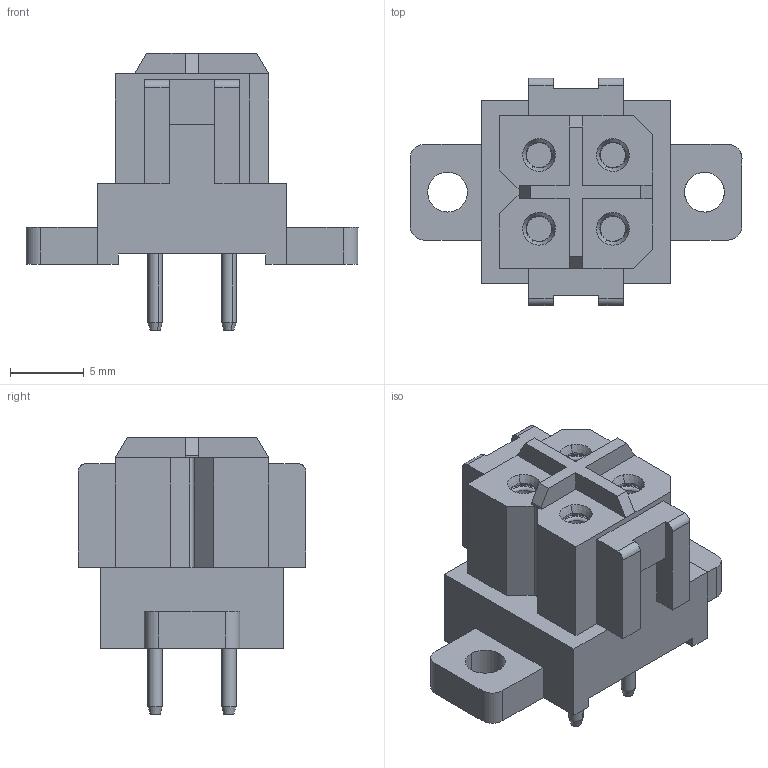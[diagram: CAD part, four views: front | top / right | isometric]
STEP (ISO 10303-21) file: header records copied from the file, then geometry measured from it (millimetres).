
FILE_DESCRIPTION(('CATIA V5 STEP Exchange','CAx-IF Rec.Pracs.--- Model Styling and Organization---1.4--- 2014-01-23'),'2;1');
FILE_NAME ('D1489192_0_1413700000_1413700000.stp','2021-06-09T12:31:16+00:00',('none'),('Weidmueller'),'CATIA Version 5-6 Release 2016 SP3 HF44','CATIA V5 STEP AP214','none');
FILE_SCHEMA(('AUTOMOTIVE_DESIGN { 1 0 10303 214 1 1 1 1 }'));
Length unit declared in the file: millimetre
Products named in the file (1): 1413700000
Bounding box: 22.5 x 15.4 x 18.8 mm (x, y, z)
Volume: 1782.5 mm3; surface area: 2304.2 mm2
Topology: 5 solids, 5 shells, 209 faces, 498 edges, 315 vertices
Faces by surface type: plane 92, cylinder 69, cone 32, torus 16
Entity records: 6167 total; most frequent: CARTESIAN_POINT 1230, ORIENTED_EDGE 996, DIRECTION 838, EDGE_CURVE 498, AXIS2_PLACEMENT_3D 354, VERTEX_POINT 315, VECTOR 303, LINE 303
